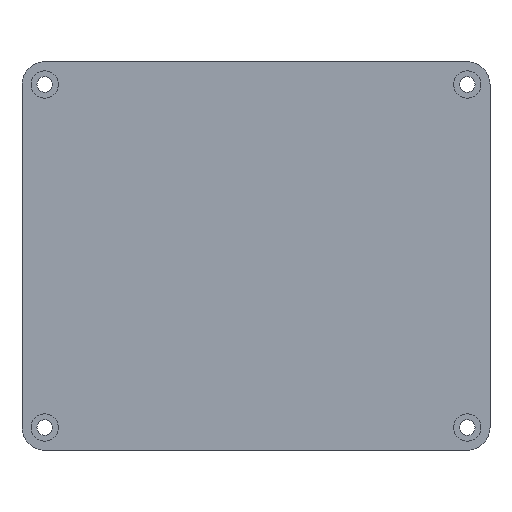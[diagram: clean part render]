
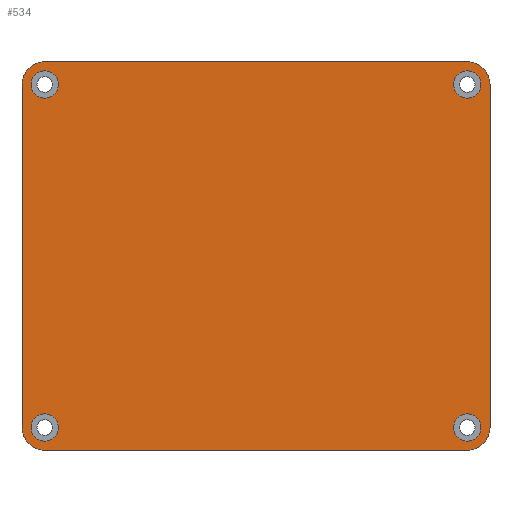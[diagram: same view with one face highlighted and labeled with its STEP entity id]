
A CAD part, front view. The second image highlights one B-rep face of the part: STEP entity #534.
In plain terms, the highlighted planar face has unit normal (0, -1, 0).
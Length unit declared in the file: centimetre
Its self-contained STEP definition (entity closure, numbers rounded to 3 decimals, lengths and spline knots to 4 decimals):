
#19=FACE_BOUND('',#101,.T.);
#20=FACE_BOUND('',#102,.T.);
#21=FACE_BOUND('',#103,.T.);
#22=FACE_BOUND('',#104,.T.);
#40=PLANE('',#598);
#66=FACE_OUTER_BOUND('',#100,.T.);
#100=EDGE_LOOP('',(#465,#466,#467,#468,#469,#470,#471,#472));
#101=EDGE_LOOP('',(#473));
#102=EDGE_LOOP('',(#474));
#103=EDGE_LOOP('',(#475));
#104=EDGE_LOOP('',(#476));
#125=LINE('',#792,#173);
#138=LINE('',#833,#186);
#141=LINE('',#842,#189);
#160=LINE('',#898,#208);
#173=VECTOR('',#629,1.);
#186=VECTOR('',#664,1.);
#189=VECTOR('',#673,1.);
#208=VECTOR('',#738,1.);
#214=CIRCLE('',#559,0.5);
#222=CIRCLE('',#570,0.5);
#223=CIRCLE('',#573,0.5);
#224=CIRCLE('',#576,0.5);
#226=CIRCLE('',#586,0.3);
#228=CIRCLE('',#589,0.3);
#230=CIRCLE('',#592,0.3);
#232=CIRCLE('',#595,0.3);
#239=VERTEX_POINT('',#774);
#240=VERTEX_POINT('',#776);
#246=VERTEX_POINT('',#790);
#262=VERTEX_POINT('',#827);
#263=VERTEX_POINT('',#831);
#264=VERTEX_POINT('',#835);
#265=VERTEX_POINT('',#837);
#266=VERTEX_POINT('',#841);
#274=VERTEX_POINT('',#875);
#276=VERTEX_POINT('',#881);
#278=VERTEX_POINT('',#887);
#280=VERTEX_POINT('',#893);
#287=EDGE_CURVE('',#239,#240,#214,.T.);
#295=EDGE_CURVE('',#239,#246,#125,.T.);
#314=EDGE_CURVE('',#262,#246,#222,.T.);
#316=EDGE_CURVE('',#262,#263,#138,.T.);
#318=EDGE_CURVE('',#264,#265,#223,.T.);
#320=EDGE_CURVE('',#266,#265,#141,.T.);
#322=EDGE_CURVE('',#266,#263,#224,.T.);
#338=EDGE_CURVE('',#274,#274,#226,.T.);
#341=EDGE_CURVE('',#276,#276,#228,.T.);
#344=EDGE_CURVE('',#278,#278,#230,.T.);
#347=EDGE_CURVE('',#280,#280,#232,.T.);
#348=EDGE_CURVE('',#264,#240,#160,.T.);
#465=ORIENTED_EDGE('',*,*,#287,.F.);
#466=ORIENTED_EDGE('',*,*,#295,.T.);
#467=ORIENTED_EDGE('',*,*,#314,.F.);
#468=ORIENTED_EDGE('',*,*,#316,.T.);
#469=ORIENTED_EDGE('',*,*,#322,.F.);
#470=ORIENTED_EDGE('',*,*,#320,.T.);
#471=ORIENTED_EDGE('',*,*,#318,.F.);
#472=ORIENTED_EDGE('',*,*,#348,.T.);
#473=ORIENTED_EDGE('',*,*,#338,.F.);
#474=ORIENTED_EDGE('',*,*,#341,.F.);
#475=ORIENTED_EDGE('',*,*,#344,.F.);
#476=ORIENTED_EDGE('',*,*,#347,.F.);
#534=ADVANCED_FACE('',(#66,#19,#20,#21,#22),#40,.F.);
#559=AXIS2_PLACEMENT_3D('',#777,#618,#619);
#570=AXIS2_PLACEMENT_3D('',#829,#659,#660);
#573=AXIS2_PLACEMENT_3D('',#838,#668,#669);
#576=AXIS2_PLACEMENT_3D('',#845,#677,#678);
#586=AXIS2_PLACEMENT_3D('',#877,#711,#712);
#589=AXIS2_PLACEMENT_3D('',#883,#718,#719);
#592=AXIS2_PLACEMENT_3D('',#889,#725,#726);
#595=AXIS2_PLACEMENT_3D('',#895,#732,#733);
#598=AXIS2_PLACEMENT_3D('',#899,#739,#740);
#618=DIRECTION('center_axis',(0.,1.,0.));
#619=DIRECTION('ref_axis',(-0.707,0.,-0.707));
#629=DIRECTION('',(1.,0.,0.));
#659=DIRECTION('center_axis',(0.,1.,0.));
#660=DIRECTION('ref_axis',(0.707,0.,-0.707));
#664=DIRECTION('',(0.,0.,1.));
#668=DIRECTION('center_axis',(0.,1.,0.));
#669=DIRECTION('ref_axis',(-0.707,0.,0.707));
#673=DIRECTION('',(-1.,0.,0.));
#677=DIRECTION('center_axis',(0.,1.,0.));
#678=DIRECTION('ref_axis',(0.707,0.,0.707));
#711=DIRECTION('center_axis',(0.,-1.,0.));
#712=DIRECTION('ref_axis',(1.,0.,0.));
#718=DIRECTION('center_axis',(0.,-1.,0.));
#719=DIRECTION('ref_axis',(1.,0.,0.));
#725=DIRECTION('center_axis',(0.,-1.,0.));
#726=DIRECTION('ref_axis',(1.,0.,0.));
#732=DIRECTION('center_axis',(0.,-1.,0.));
#733=DIRECTION('ref_axis',(1.,0.,0.));
#738=DIRECTION('',(0.,0.,-1.));
#739=DIRECTION('center_axis',(0.,1.,0.));
#740=DIRECTION('ref_axis',(1.,0.,0.));
#774=CARTESIAN_POINT('',(-0.5,0.,-7.55));
#776=CARTESIAN_POINT('',(-1.,0.,-7.05));
#777=CARTESIAN_POINT('Origin',(-0.5,0.,-7.05));
#790=CARTESIAN_POINT('',(8.8,0.,-7.55));
#792=CARTESIAN_POINT('',(-1.,0.,-7.55));
#827=CARTESIAN_POINT('',(9.3,0.,-7.05));
#829=CARTESIAN_POINT('Origin',(8.8,0.,-7.05));
#831=CARTESIAN_POINT('',(9.3,0.,0.5));
#833=CARTESIAN_POINT('',(9.3,0.,-7.55));
#835=CARTESIAN_POINT('',(-1.,0.,0.5));
#837=CARTESIAN_POINT('',(-0.5,0.,1.));
#838=CARTESIAN_POINT('Origin',(-0.5,0.,0.5));
#841=CARTESIAN_POINT('',(8.8,0.,1.));
#842=CARTESIAN_POINT('',(9.3,0.,1.));
#845=CARTESIAN_POINT('Origin',(8.8,0.,0.5));
#875=CARTESIAN_POINT('',(-0.8,0.,-7.05));
#877=CARTESIAN_POINT('Origin',(-0.5,0.,-7.05));
#881=CARTESIAN_POINT('',(8.5,0.,-7.05));
#883=CARTESIAN_POINT('Origin',(8.8,0.,-7.05));
#887=CARTESIAN_POINT('',(8.5,0.,0.5));
#889=CARTESIAN_POINT('Origin',(8.8,0.,0.5));
#893=CARTESIAN_POINT('',(-0.8,0.,0.5));
#895=CARTESIAN_POINT('Origin',(-0.5,0.,0.5));
#898=CARTESIAN_POINT('',(-1.,0.,1.));
#899=CARTESIAN_POINT('Origin',(4.15,0.,-3.275));
